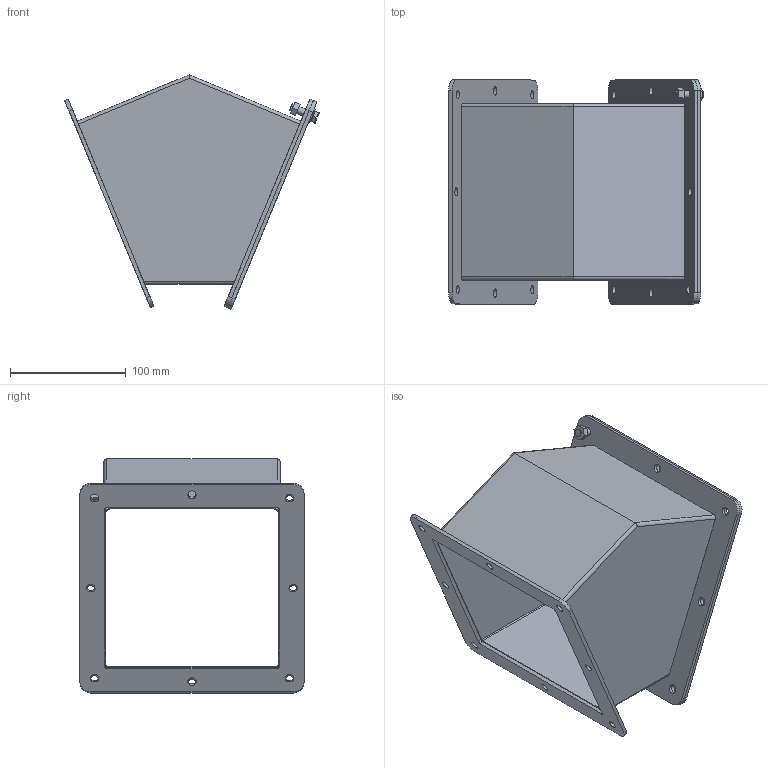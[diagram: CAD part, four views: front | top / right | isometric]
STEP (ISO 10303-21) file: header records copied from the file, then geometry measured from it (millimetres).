
FILE_DESCRIPTION (( 'STEP AP214' ), '1' );
FILE_NAME ('1487D4PSS.STEP', '2023-07-25T17:59:28', ( '' ), ( '' ), 'SwSTEP 2.0', 'SolidWorks 2021', '' );
FILE_SCHEMA (( 'AUTOMOTIVE_DESIGN' ));
Length unit declared in the file: inch
Products named in the file (1): 1487D4PSS
Bounding box: 219.8 x 193.68 x 202.3 mm (x, y, z)
Volume: 298788.4 mm3; surface area: 279925.1 mm2
Topology: 6 solids, 6 shells, 189 faces, 509 edges, 336 vertices
Faces by surface type: plane 99, cylinder 82, torus 8
Full cylindrical faces by diameter (mm): 4.976 x1, 6.35 x1, 7.137 x25, 12.7 x1
Entity records: 6082 total; most frequent: CARTESIAN_POINT 1203, DIRECTION 961, ORIENTED_EDGE 958, EDGE_CURVE 479, VERTEX_POINT 334, AXIS2_PLACEMENT_3D 330, LINE 301, VECTOR 301
